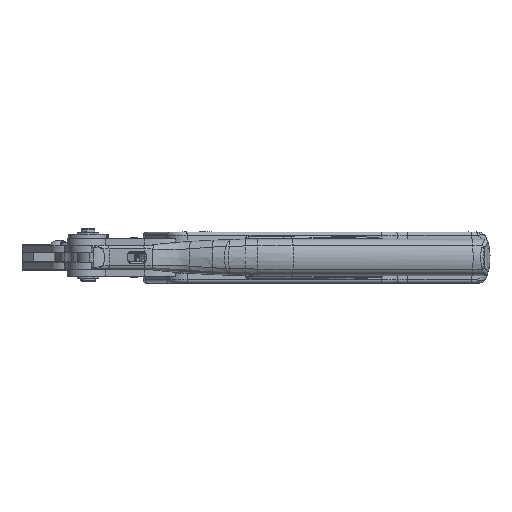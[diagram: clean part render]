
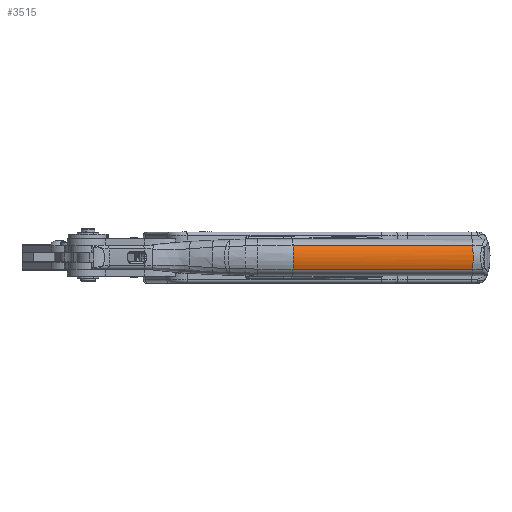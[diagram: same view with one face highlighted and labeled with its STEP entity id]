
A CAD part, front view. The second image highlights one B-rep face of the part: STEP entity #3515.
In plain terms, the highlighted cylindrical face has radius 11.999 mm (diameter 23.999 mm), a partial arc.
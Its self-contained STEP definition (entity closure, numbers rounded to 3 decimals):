
#1823=CYLINDRICAL_SURFACE('',#22643,11.999);
#2429=FACE_OUTER_BOUND('',#8673,.T.);
#3515=ADVANCED_FACE('SREV65',(#2429),#1823,.T.);
#7543=B_SPLINE_CURVE_WITH_KNOTS('',3,(#45637,#45638,#45639,#45640),
 .UNSPECIFIED.,.F.,.F.,(4,4),(0.,1.),.UNSPECIFIED.);
#7544=B_SPLINE_CURVE_WITH_KNOTS('',3,(#45642,#45643,#45644,#45645),
 .UNSPECIFIED.,.F.,.F.,(4,4),(0.,1.),.UNSPECIFIED.);
#7547=B_SPLINE_CURVE_WITH_KNOTS('',3,(#45659,#45660,#45661,#45662),
 .UNSPECIFIED.,.F.,.F.,(4,4),(0.,1.),.UNSPECIFIED.);
#7548=B_SPLINE_CURVE_WITH_KNOTS('',3,(#45664,#45665,#45666,#45667),
 .UNSPECIFIED.,.F.,.F.,(4,4),(0.,1.),.UNSPECIFIED.);
#8673=EDGE_LOOP('',(#11775,#11776,#11777,#11778,#11779));
#11775=ORIENTED_EDGE('',*,*,#19153,.T.);
#11776=ORIENTED_EDGE('',*,*,#19159,.T.);
#11777=ORIENTED_EDGE('',*,*,#19160,.T.);
#11778=ORIENTED_EDGE('',*,*,#19158,.T.);
#11779=ORIENTED_EDGE('',*,*,#19154,.T.);
#16702=VERTEX_POINT('',#44220);
#16757=VERTEX_POINT('',#45636);
#16758=VERTEX_POINT('',#45641);
#16759=VERTEX_POINT('',#45646);
#16761=VERTEX_POINT('',#45668);
#19153=EDGE_CURVE('ARC214',#16758,#16757,#7543,.T.);
#19154=EDGE_CURVE('ARC215',#16759,#16758,#7544,.T.);
#19158=EDGE_CURVE('LINE217',#16702,#16759,#7547,.T.);
#19159=EDGE_CURVE('LINE218',#16757,#16761,#7548,.T.);
#19160=EDGE_CURVE('ARC216',#16761,#16702,#21264,.T.);
#21264=CIRCLE('',#22642,11.999);
#22642=AXIS2_PLACEMENT_3D('',#45669,#25360,#25361);
#22643=AXIS2_PLACEMENT_3D('',#45670,#25362,#25363);
#25360=DIRECTION('',(-0.996,-0.086,0.));
#25361=DIRECTION('',(0.078,-0.904,0.421));
#25362=DIRECTION('',(0.996,0.086,0.));
#25363=DIRECTION('',(-0.086,0.996,0.));
#44220=CARTESIAN_POINT('',(167.592,23.686,5.097));
#45636=CARTESIAN_POINT('',(89.286,16.936,-5.017));
#45637=CARTESIAN_POINT('',(89.382,15.823,0.04));
#45638=CARTESIAN_POINT('',(89.382,15.823,-1.7));
#45639=CARTESIAN_POINT('',(89.349,16.206,-3.439));
#45640=CARTESIAN_POINT('',(89.286,16.936,-5.017));
#45641=CARTESIAN_POINT('',(89.382,15.823,0.04));
#45642=CARTESIAN_POINT('',(89.286,16.936,5.097));
#45643=CARTESIAN_POINT('',(89.349,16.206,3.519));
#45644=CARTESIAN_POINT('',(89.382,15.823,1.78));
#45645=CARTESIAN_POINT('',(89.382,15.823,0.04));
#45646=CARTESIAN_POINT('',(89.286,16.936,5.097));
#45659=CARTESIAN_POINT('',(167.592,23.686,5.097));
#45660=CARTESIAN_POINT('',(141.49,21.436,5.097));
#45661=CARTESIAN_POINT('',(115.388,19.186,5.097));
#45662=CARTESIAN_POINT('',(89.286,16.936,5.097));
#45664=CARTESIAN_POINT('',(89.286,16.936,-5.017));
#45665=CARTESIAN_POINT('',(115.388,19.186,-5.017));
#45666=CARTESIAN_POINT('',(141.49,21.436,-5.017));
#45667=CARTESIAN_POINT('',(167.592,23.686,-5.017));
#45668=CARTESIAN_POINT('',(167.592,23.686,-5.017));
#45669=CARTESIAN_POINT('',(166.657,34.528,0.04));
#45670=CARTESIAN_POINT('',(88.351,27.778,0.04));
